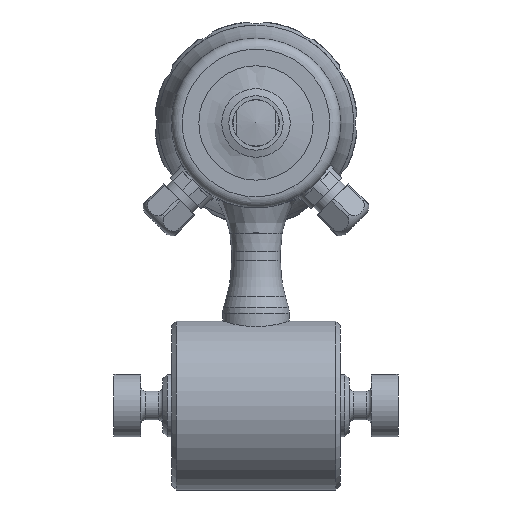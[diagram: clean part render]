
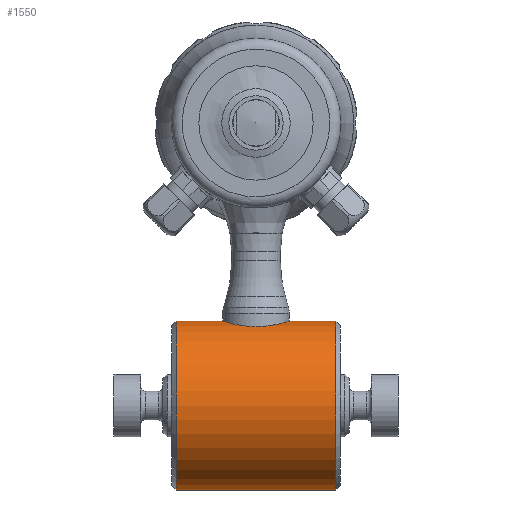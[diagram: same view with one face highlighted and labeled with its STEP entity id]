
A CAD part, left-side view. The second image highlights one B-rep face of the part: STEP entity #1550.
In plain terms, the highlighted cylindrical face has radius 38.05 mm (diameter 76.1 mm), a full revolution.
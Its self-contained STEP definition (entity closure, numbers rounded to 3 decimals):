
#1550 = ADVANCED_FACE( 'NONE', ( #3233, #3234, #3235 ), #3236, .T. );
#3233 = FACE_BOUND( '', #5635, .T. );
#3234 = FACE_OUTER_BOUND( '', #5636, .T. );
#3235 = FACE_OUTER_BOUND( '', #5637, .T. );
#3236 = CYLINDRICAL_SURFACE( '', #5638, 38.05 );
#5635 = EDGE_LOOP( '', ( #10307, #10308, #10309, #10310, #10311, #10312 ) );
#5636 = EDGE_LOOP( '', ( #10313 ) );
#5637 = EDGE_LOOP( '', ( #10314 ) );
#5638 = AXIS2_PLACEMENT_3D( '', #10315, #10316, #10317 );
#10307 = ORIENTED_EDGE( '', *, *, #11993, .F. );
#10308 = ORIENTED_EDGE( '', *, *, #11508, .F. );
#10309 = ORIENTED_EDGE( '', *, *, #12183, .F. );
#10310 = ORIENTED_EDGE( '', *, *, #12118, .F. );
#10311 = ORIENTED_EDGE( '', *, *, #12098, .F. );
#10312 = ORIENTED_EDGE( '', *, *, #12184, .F. );
#10313 = ORIENTED_EDGE( '', *, *, #11729, .F. );
#10314 = ORIENTED_EDGE( '', *, *, #12189, .T. );
#10315 = CARTESIAN_POINT( '', ( 0., -109.971, 0. ) );
#10316 = DIRECTION( '', ( 0., 1., 0. ) );
#10317 = DIRECTION( '', ( 0., 0., 1. ) );
#11508 = EDGE_CURVE( '', #13935, #13937, #13938, .T. );
#11729 = EDGE_CURVE( 'NONE', #14258, #14258, #14259, .T. );
#11993 = EDGE_CURVE( '', #13937, #14590, #14591, .F. );
#12098 = EDGE_CURVE( '', #14719, #14721, #14722, .T. );
#12118 = EDGE_CURVE( '', #14721, #14747, #14748, .F. );
#12183 = EDGE_CURVE( '', #14747, #13935, #14815, .T. );
#12184 = EDGE_CURVE( '', #14590, #14719, #14816, .T. );
#12189 = EDGE_CURVE( 'NONE', #14821, #14821, #14822, .T. );
#13935 = VERTEX_POINT( '', #18826 );
#13937 = VERTEX_POINT( '', #18839 );
#13938 = LINE( '', #18840, #18841 );
#14258 = VERTEX_POINT( '', #19754 );
#14259 = CIRCLE( '', #19755, 38.05 );
#14590 = VERTEX_POINT( '', #20995 );
#14591 = LINE( '', #20996, #20997 );
#14719 = VERTEX_POINT( '', #21342 );
#14721 = VERTEX_POINT( '', #21353 );
#14722 = LINE( '', #21354, #21355 );
#14747 = VERTEX_POINT( '', #21459 );
#14748 = LINE( '', #21460, #21461 );
#14815 = B_SPLINE_CURVE_WITH_KNOTS( '', 3, ( #21597, #21598, #21599, #21600, #21601, #21602, #21603, #21604, #21605, #21606, #21607, #21608 ), .UNSPECIFIED., .F., .F., ( 4, 1, 1, 1, 1, 1, 1, 1, 1, 4 ), ( 0., 0.1, 0.2, 0.3, 0.4, 0.499, 0.5, 0.666, 0.833, 1. ), .UNSPECIFIED. );
#14816 = B_SPLINE_CURVE_WITH_KNOTS( '', 3, ( #21609, #21610, #21611, #21612, #21613, #21614, #21615, #21616, #21617, #21618, #21619, #21620, #21621 ), .UNSPECIFIED., .F., .F., ( 4, 1, 1, 1, 1, 1, 1, 1, 1, 1, 4 ), ( 0., 0.1, 0.2, 0.3, 0.4, 0.5, 0.6, 0.7, 0.8, 0.9, 1. ), .UNSPECIFIED. );
#14821 = VERTEX_POINT( '', #21626 );
#14822 = CIRCLE( '', #21627, 38.05 );
#18826 = CARTESIAN_POINT( '', ( 1.786, -14.893, 38.008 ) );
#18839 = CARTESIAN_POINT( '', ( 1.786, 9.331, 38.008 ) );
#18840 = CARTESIAN_POINT( '', ( 1.786, -15., 38.008 ) );
#18841 = VECTOR( '', #22906, 1000. );
#19754 = CARTESIAN_POINT( '', ( 0., -36., 38.05 ) );
#19755 = AXIS2_PLACEMENT_3D( '', #23129, #23130, #23131 );
#20995 = CARTESIAN_POINT( '', ( 1.786, 14.893, 38.008 ) );
#20996 = CARTESIAN_POINT( '', ( 1.786, 0.036, 38.008 ) );
#20997 = VECTOR( '', #23396, 1000. );
#21342 = CARTESIAN_POINT( '', ( -1.786, 14.893, 38.008 ) );
#21353 = CARTESIAN_POINT( '', ( -1.786, 9.331, 38.008 ) );
#21354 = CARTESIAN_POINT( '', ( -1.786, 0.036, 38.008 ) );
#21355 = VECTOR( '', #23470, 1000. );
#21459 = CARTESIAN_POINT( '', ( -1.786, -14.893, 38.008 ) );
#21460 = CARTESIAN_POINT( '', ( -1.786, -15., 38.008 ) );
#21461 = VECTOR( '', #23485, 1000. );
#21597 = CARTESIAN_POINT( '', ( -1.786, -14.893, 38.008 ) );
#21598 = CARTESIAN_POINT( '', ( -1.667, -14.907, 38.013 ) );
#21599 = CARTESIAN_POINT( '', ( -1.43, -14.934, 38.024 ) );
#21600 = CARTESIAN_POINT( '', ( -1.073, -14.963, 38.035 ) );
#21601 = CARTESIAN_POINT( '', ( -0.716, -14.984, 38.044 ) );
#21602 = CARTESIAN_POINT( '', ( -0.359, -14.997, 38.049 ) );
#21603 = CARTESIAN_POINT( '', ( -0.12, -15., 38.05 ) );
#21604 = CARTESIAN_POINT( '', ( 0.198, -15., 38.05 ) );
#21605 = CARTESIAN_POINT( '', ( 0.596, -14.992, 38.047 ) );
#21606 = CARTESIAN_POINT( '', ( 1.192, -14.958, 38.033 ) );
#21607 = CARTESIAN_POINT( '', ( 1.588, -14.915, 38.016 ) );
#21608 = CARTESIAN_POINT( '', ( 1.786, -14.893, 38.008 ) );
#21609 = CARTESIAN_POINT( '', ( 1.786, 14.893, 38.008 ) );
#21610 = CARTESIAN_POINT( '', ( 1.667, 14.907, 38.013 ) );
#21611 = CARTESIAN_POINT( '', ( 1.43, 14.933, 38.024 ) );
#21612 = CARTESIAN_POINT( '', ( 1.073, 14.963, 38.035 ) );
#21613 = CARTESIAN_POINT( '', ( 0.716, 14.984, 38.044 ) );
#21614 = CARTESIAN_POINT( '', ( 0.358, 14.997, 38.049 ) );
#21615 = CARTESIAN_POINT( '', ( 0., 15.001, 38.05 ) );
#21616 = CARTESIAN_POINT( '', ( -0.358, 14.997, 38.049 ) );
#21617 = CARTESIAN_POINT( '', ( -0.716, 14.984, 38.044 ) );
#21618 = CARTESIAN_POINT( '', ( -1.073, 14.963, 38.035 ) );
#21619 = CARTESIAN_POINT( '', ( -1.43, 14.933, 38.024 ) );
#21620 = CARTESIAN_POINT( '', ( -1.667, 14.907, 38.013 ) );
#21621 = CARTESIAN_POINT( '', ( -1.786, 14.893, 38.008 ) );
#21626 = CARTESIAN_POINT( '', ( 0., 36., 38.05 ) );
#21627 = AXIS2_PLACEMENT_3D( '', #23541, #23542, #23543 );
#22906 = DIRECTION( '', ( 0., 1., 0. ) );
#23129 = CARTESIAN_POINT( '', ( 0., -36., 0. ) );
#23130 = DIRECTION( '', ( 0., -1., 0. ) );
#23131 = DIRECTION( '', ( 0., 0., 1. ) );
#23396 = DIRECTION( '', ( 0., -1., 0. ) );
#23470 = DIRECTION( '', ( 0., -1., 0. ) );
#23485 = DIRECTION( '', ( 0., 1., 0. ) );
#23541 = CARTESIAN_POINT( '', ( 0., 36., 0. ) );
#23542 = DIRECTION( '', ( 0., -1., 0. ) );
#23543 = DIRECTION( '', ( 0., 0., 1. ) );
